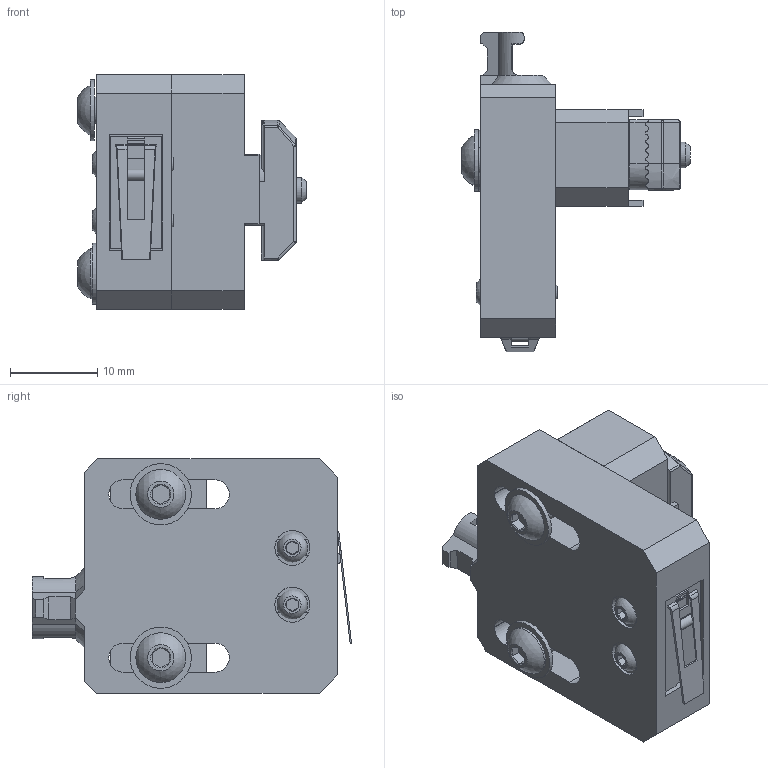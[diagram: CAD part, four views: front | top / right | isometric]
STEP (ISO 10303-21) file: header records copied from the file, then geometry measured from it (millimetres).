
FILE_DESCRIPTION(/* description */ (''),/* implementation_level */ '2;1');
FILE_NAME(/* name */ 'Z Endstop UUHF (Goliath) Hotends.step',/* time_stamp */ '2024-08-25T20:36:20Z',/* author */ (''),/* organization */ (''),/* preprocessor_version */ 'ST-DEVELOPER v20',/* originating_system */ 'Autodesk Translation Framework v13.14.0.145',/* authorisation */ '');
FILE_SCHEMA (('AUTOMOTIVE_DESIGN { 1 0 10303 214 3 1 1 }'));
Length unit declared in the file: millimetre
Products named in the file (11): Stop Small LimitSwitch Adjustable; Stop; Stop Case; HARDWARE; Heat Insert M3 Short 5x4; Screw Button Head M2 8mm; Screw Button Head M3 12mm B; Washer M3 7x0.5mm; HW1821NC; HW1292SC; Micro Switch Lever
Assembly tree (14 placements, depth 3):
  Stop Small LimitSwitch Adjustable
    Stop
    Stop Case
    HARDWARE
      Heat Insert M3 Short 5x4  x2
      Screw Button Head M2 8mm  x2
      Screw Button Head M3 12mm B  x2
      Washer M3 7x0.5mm  x2
      HW1821NC
      HW1292SC
      Micro Switch Lever
Bounding box: 26.13 x 36.49 x 26.82 mm (x, y, z)
Volume: 8626.7 mm3; surface area: 7421 mm2
Topology: 13 solids, 13 shells, 671 faces, 1709 edges, 1075 vertices
Faces by surface type: plane 310, cylinder 181, bspline 90, cone 68, sphere 14, torus 8
Full cylindrical faces by diameter (mm): 1.8 x2, 1.85 x2, 2 x4, 2.529 x13, 2.585 x3, 2.927 x1, 3 x2, 3.086 x14, 3.2 x2, 3.3 x3, 3.5 x2, 4 x6, 4.25 x2, 4.4 x2, 5.5 x1, 5.7 x2, 6.143 x1, 7 x2
Entity records: 21222 total; most frequent: CARTESIAN_POINT 8595, ORIENTED_EDGE 2630, DIRECTION 2428, EDGE_CURVE 1315, AXIS2_PLACEMENT_3D 839, VERTEX_POINT 832, LINE 750, VECTOR 750
